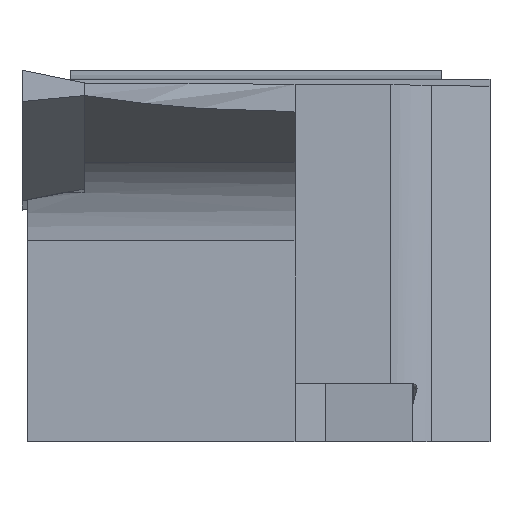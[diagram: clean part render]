
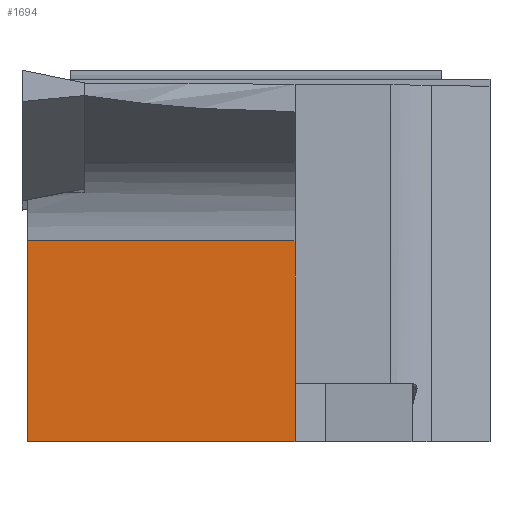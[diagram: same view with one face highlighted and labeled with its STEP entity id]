
A CAD part, left-side view. The second image highlights one B-rep face of the part: STEP entity #1694.
In plain terms, the highlighted planar face has unit normal (-1, 0, 0).
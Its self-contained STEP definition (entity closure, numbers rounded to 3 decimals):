
#93 = AXIS2_PLACEMENT_3D ( 'NONE', #1583, #2991, #1596 ) ;
#303 = CARTESIAN_POINT ( 'NONE',  ( -118.023, 11.7, -9.525 ) ) ;
#313 = CARTESIAN_POINT ( 'NONE',  ( -118.023, -2., -48.728 ) ) ;
#439 = CARTESIAN_POINT ( 'NONE',  ( -118.023, 11.7, 0.793 ) ) ;
#447 = VECTOR ( 'NONE', #3306, 1000. ) ;
#629 = EDGE_LOOP ( 'NONE', ( #3207, #771, #2735, #2053 ) ) ;
#771 = ORIENTED_EDGE ( 'NONE', *, *, #1354, .F. ) ;
#788 = CARTESIAN_POINT ( 'NONE',  ( -118.023, 11.7, -48.728 ) ) ;
#902 = FACE_OUTER_BOUND ( 'NONE', #629, .T. ) ;
#1078 = VERTEX_POINT ( 'NONE', #439 ) ;
#1118 = VERTEX_POINT ( 'NONE', #2176 ) ;
#1295 = EDGE_CURVE ( 'NONE', #1904, #1118, #1840, .T. ) ;
#1354 = EDGE_CURVE ( 'NONE', #1904, #2853, #2190, .T. ) ;
#1503 = EDGE_CURVE ( 'NONE', #2853, #1078, #1983, .T. ) ;
#1551 = EDGE_CURVE ( 'NONE', #1118, #1078, #3000, .T. ) ;
#1583 = CARTESIAN_POINT ( 'NONE',  ( -118.023, -166.062, -48.728 ) ) ;
#1596 = DIRECTION ( 'NONE',  ( 0., 0., -1. ) ) ;
#1623 = DIRECTION ( 'NONE',  ( 0., 1., 0. ) ) ;
#1694 = ADVANCED_FACE ( 'NONE', ( #902 ), #2765, .F. ) ;
#1701 = VECTOR ( 'NONE', #3109, 1000. ) ;
#1760 = CARTESIAN_POINT ( 'NONE',  ( -118.023, -2., -9.525 ) ) ;
#1840 = LINE ( 'NONE', #313, #3003 ) ;
#1904 = VERTEX_POINT ( 'NONE', #1760 ) ;
#1983 = LINE ( 'NONE', #788, #447 ) ;
#2053 = ORIENTED_EDGE ( 'NONE', *, *, #1551, .T. ) ;
#2176 = CARTESIAN_POINT ( 'NONE',  ( -118.023, -2., 0.793 ) ) ;
#2190 = LINE ( 'NONE', #2792, #3318 ) ;
#2735 = ORIENTED_EDGE ( 'NONE', *, *, #1295, .T. ) ;
#2765 = PLANE ( 'NONE',  #93 ) ;
#2792 = CARTESIAN_POINT ( 'NONE',  ( -118.023, 0., -9.525 ) ) ;
#2853 = VERTEX_POINT ( 'NONE', #303 ) ;
#2879 = CARTESIAN_POINT ( 'NONE',  ( -118.023, -166.062, 0.793 ) ) ;
#2984 = DIRECTION ( 'NONE',  ( 0., 0., 1. ) ) ;
#2991 = DIRECTION ( 'NONE',  ( 1., 0., 0. ) ) ;
#3000 = LINE ( 'NONE', #2879, #1701 ) ;
#3003 = VECTOR ( 'NONE', #2984, 1000. ) ;
#3109 = DIRECTION ( 'NONE',  ( 0., 1., 0. ) ) ;
#3207 = ORIENTED_EDGE ( 'NONE', *, *, #1503, .F. ) ;
#3306 = DIRECTION ( 'NONE',  ( 0., 0., 1. ) ) ;
#3318 = VECTOR ( 'NONE', #1623, 1000. ) ;
